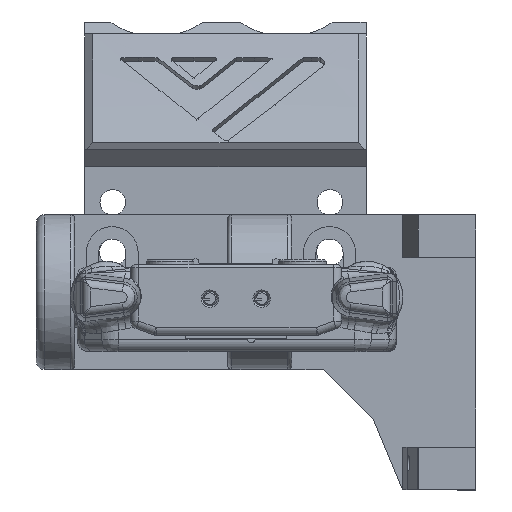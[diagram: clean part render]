
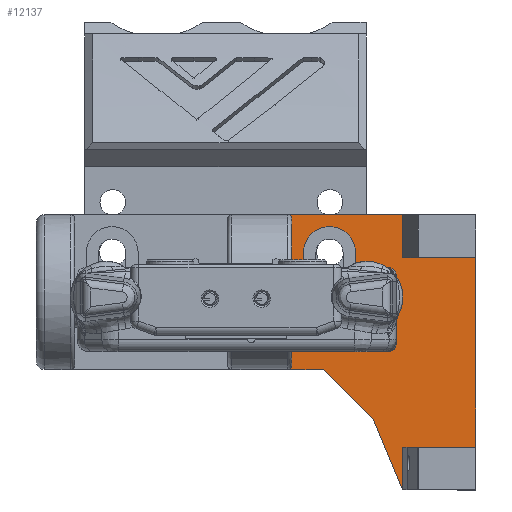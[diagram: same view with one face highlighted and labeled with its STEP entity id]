
A CAD part, front view. The second image highlights one B-rep face of the part: STEP entity #12137.
In plain terms, the highlighted planar face has unit normal (0, -1, 0).
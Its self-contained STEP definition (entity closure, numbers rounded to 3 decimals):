
#261=FACE_BOUND('',#1729,.T.);
#391=PLANE('',#13071);
#1000=FACE_OUTER_BOUND('',#1728,.T.);
#1728=EDGE_LOOP('',(#9368,#9369,#9370,#9371,#9372,#9373,#9374,#9375,#9376,
#9377,#9378,#9379));
#1729=EDGE_LOOP('',(#9380,#9381,#9382,#9383));
#2454=CIRCLE('',#13072,0.5);
#2455=CIRCLE('',#13073,0.5);
#2456=CIRCLE('',#13074,3.25);
#2457=CIRCLE('',#13075,3.25);
#3359=LINE('',#32870,#4285);
#3363=LINE('',#32879,#4289);
#3367=LINE('',#32888,#4293);
#3368=LINE('',#32892,#4294);
#3369=LINE('',#32894,#4295);
#3370=LINE('',#32896,#4296);
#3371=LINE('',#32898,#4297);
#3372=LINE('',#32900,#4298);
#3373=LINE('',#32902,#4299);
#3374=LINE('',#32904,#4300);
#3375=LINE('',#32906,#4301);
#3376=LINE('',#32908,#4302);
#4285=VECTOR('',#14886,10.);
#4289=VECTOR('',#14892,10.);
#4293=VECTOR('',#14898,10.);
#4294=VECTOR('',#14901,10.);
#4295=VECTOR('',#14902,10.);
#4296=VECTOR('',#14903,10.);
#4297=VECTOR('',#14904,10.);
#4298=VECTOR('',#14905,10.);
#4299=VECTOR('',#14906,10.);
#4300=VECTOR('',#14907,10.);
#4301=VECTOR('',#14908,10.);
#4302=VECTOR('',#14909,10.);
#5388=VERTEX_POINT('',#32868);
#5389=VERTEX_POINT('',#32869);
#5392=VERTEX_POINT('',#32877);
#5393=VERTEX_POINT('',#32878);
#5396=VERTEX_POINT('',#32886);
#5397=VERTEX_POINT('',#32887);
#5398=VERTEX_POINT('',#32889);
#5399=VERTEX_POINT('',#32891);
#5400=VERTEX_POINT('',#32893);
#5401=VERTEX_POINT('',#32895);
#5402=VERTEX_POINT('',#32897);
#5403=VERTEX_POINT('',#32899);
#5404=VERTEX_POINT('',#32901);
#5405=VERTEX_POINT('',#32903);
#5406=VERTEX_POINT('',#32905);
#5407=VERTEX_POINT('',#32907);
#6826=EDGE_CURVE('',#5388,#5389,#3359,.T.);
#6830=EDGE_CURVE('',#5392,#5393,#3363,.T.);
#6834=EDGE_CURVE('',#5396,#5397,#3367,.T.);
#6835=EDGE_CURVE('',#5398,#5397,#2454,.F.);
#6836=EDGE_CURVE('',#5399,#5398,#3368,.T.);
#6837=EDGE_CURVE('',#5399,#5400,#3369,.T.);
#6838=EDGE_CURVE('',#5401,#5400,#3370,.T.);
#6839=EDGE_CURVE('',#5401,#5402,#3371,.T.);
#6840=EDGE_CURVE('',#5402,#5403,#3372,.T.);
#6841=EDGE_CURVE('',#5404,#5403,#3373,.T.);
#6842=EDGE_CURVE('',#5404,#5405,#3374,.T.);
#6843=EDGE_CURVE('',#5405,#5406,#3375,.T.);
#6844=EDGE_CURVE('',#5407,#5406,#3376,.T.);
#6845=EDGE_CURVE('',#5396,#5407,#2455,.F.);
#6846=EDGE_CURVE('',#5393,#5388,#2456,.T.);
#6847=EDGE_CURVE('',#5389,#5392,#2457,.T.);
#9368=ORIENTED_EDGE('',*,*,#6834,.T.);
#9369=ORIENTED_EDGE('',*,*,#6835,.F.);
#9370=ORIENTED_EDGE('',*,*,#6836,.F.);
#9371=ORIENTED_EDGE('',*,*,#6837,.T.);
#9372=ORIENTED_EDGE('',*,*,#6838,.F.);
#9373=ORIENTED_EDGE('',*,*,#6839,.T.);
#9374=ORIENTED_EDGE('',*,*,#6840,.T.);
#9375=ORIENTED_EDGE('',*,*,#6841,.F.);
#9376=ORIENTED_EDGE('',*,*,#6842,.T.);
#9377=ORIENTED_EDGE('',*,*,#6843,.T.);
#9378=ORIENTED_EDGE('',*,*,#6844,.F.);
#9379=ORIENTED_EDGE('',*,*,#6845,.F.);
#9380=ORIENTED_EDGE('',*,*,#6830,.T.);
#9381=ORIENTED_EDGE('',*,*,#6846,.T.);
#9382=ORIENTED_EDGE('',*,*,#6826,.T.);
#9383=ORIENTED_EDGE('',*,*,#6847,.T.);
#12137=ADVANCED_FACE('',(#1000,#261),#391,.T.);
#13071=AXIS2_PLACEMENT_3D('',#32885,#14896,#14897);
#13072=AXIS2_PLACEMENT_3D('',#32890,#14899,#14900);
#13073=AXIS2_PLACEMENT_3D('',#32909,#14910,#14911);
#13074=AXIS2_PLACEMENT_3D('',#32910,#14912,#14913);
#13075=AXIS2_PLACEMENT_3D('',#32911,#14914,#14915);
#14886=DIRECTION('',(0.,0.,-1.));
#14892=DIRECTION('',(0.,0.,1.));
#14896=DIRECTION('center_axis',(0.,-1.,
0.));
#14897=DIRECTION('ref_axis',(0.,0.,
-1.));
#14898=DIRECTION('',(0.,0.,-1.));
#14899=DIRECTION('center_axis',(0.,1.,0.));
#14900=DIRECTION('ref_axis',(0.707,0.,-0.707));
#14901=DIRECTION('',(-1.,0.,0.));
#14902=DIRECTION('',(0.707,0.,-0.707));
#14903=DIRECTION('',(-0.383,0.,0.924));
#14904=DIRECTION('',(0.,0.,1.));
#14905=DIRECTION('',(1.,0.,0.));
#14906=DIRECTION('',(0.,0.,-1.));
#14907=DIRECTION('',(-1.,0.,0.));
#14908=DIRECTION('',(0.,0.,1.));
#14909=DIRECTION('',(1.,0.,0.));
#14910=DIRECTION('center_axis',(0.,1.,0.));
#14911=DIRECTION('ref_axis',(0.707,0.,0.707));
#14912=DIRECTION('center_axis',(0.,1.,0.));
#14913=DIRECTION('ref_axis',(1.,0.,0.));
#14914=DIRECTION('center_axis',(0.,1.,0.));
#14915=DIRECTION('ref_axis',(1.,0.,0.));
#32868=CARTESIAN_POINT('',(128.872,167.35,2.826));
#32869=CARTESIAN_POINT('',(128.872,167.35,-5.671));
#32870=CARTESIAN_POINT('',(128.872,167.35,-3.409));
#32877=CARTESIAN_POINT('',(122.372,167.35,-5.674));
#32878=CARTESIAN_POINT('',(122.372,167.35,2.826));
#32879=CARTESIAN_POINT('',(122.372,167.35,-7.658));
#32885=CARTESIAN_POINT('Origin',(118.084,167.35,-9.643));
#32886=CARTESIAN_POINT('',(120.887,167.35,7.075));
#32887=CARTESIAN_POINT('',(120.887,167.35,-11.325));
#32888=CARTESIAN_POINT('',(120.887,167.35,-10.356));
#32889=CARTESIAN_POINT('',(120.387,167.35,-11.825));
#32890=CARTESIAN_POINT('Origin',(120.387,167.35,-11.325));
#32891=CARTESIAN_POINT('',(124.844,167.35,-11.825));
#32892=CARTESIAN_POINT('',(105.486,167.35,-11.825));
#32893=CARTESIAN_POINT('',(131.11,167.35,-18.091));
#32894=CARTESIAN_POINT('',(125.134,167.35,-12.115));
#32895=CARTESIAN_POINT('',(134.769,167.35,-26.925));
#32896=CARTESIAN_POINT('',(129.577,167.35,-14.392));
#32897=CARTESIAN_POINT('',(134.769,167.35,-21.55));
#32898=CARTESIAN_POINT('',(134.769,167.35,-15.697));
#32899=CARTESIAN_POINT('',(143.937,167.35,-21.55));
#32900=CARTESIAN_POINT('',(129.611,167.35,-21.55));
#32901=CARTESIAN_POINT('',(143.937,167.35,2.2));
#32902=CARTESIAN_POINT('',(143.937,167.35,-15.597));
#32903=CARTESIAN_POINT('',(134.769,167.35,2.2));
#32904=CARTESIAN_POINT('',(133.011,167.35,2.2));
#32905=CARTESIAN_POINT('',(134.769,167.35,7.575));
#32906=CARTESIAN_POINT('',(134.769,167.35,3.575));
#32907=CARTESIAN_POINT('',(120.387,167.35,7.575));
#32908=CARTESIAN_POINT('',(130.584,167.35,7.575));
#32909=CARTESIAN_POINT('Origin',(120.387,167.35,7.075));
#32910=CARTESIAN_POINT('Origin',(125.622,167.35,2.826));
#32911=CARTESIAN_POINT('Origin',(125.622,167.35,-5.674));
